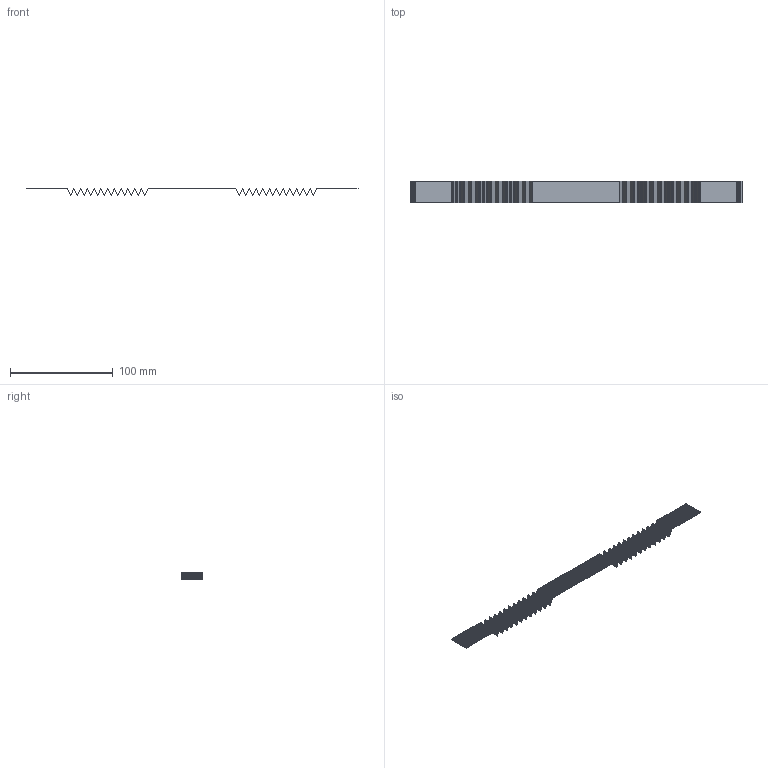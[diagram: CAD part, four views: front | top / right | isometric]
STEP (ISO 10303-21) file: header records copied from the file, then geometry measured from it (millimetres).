
FILE_DESCRIPTION(/* description */ ('Unknown'),/* implementation_level */ '2;1');
FILE_NAME(/* name */ '687740119002',/* time_stamp */ '2021-03-29T15:42:09+02:00',/* author */ ('Unknown'),/* organization */ ('Unknown'),/* preprocessor_version */ 'ST-DEVELOPER v16.7',/* originating_system */ 'DEX',/* authorisation */ $);
FILE_SCHEMA (('AUTOMOTIVE_DESIGN {1 0 10303 214 3 1 1}'));
Products named in the file (2): 6877xx119002; 687740119002
Assembly tree (1 placements, depth 2):
  6877xx119002
    687740119002
Bounding box: 322.6 x 20.5 x 7.62 mm (x, y, z)
Volume: 1300.5 mm3; surface area: 36783 mm2
Topology: 1 solids, 1 shells, 4602 faces, 13872 edges, 9192 vertices
Faces by surface type: plane 4602
Entity records: 184841 total; most frequent: ORIENTED_EDGE 27744, CARTESIAN_POINT 27668, DIRECTION 23080, EDGE_CURVE 13872, LINE 13872, VECTOR 13872, VERTEX_POINT 9192, AXIS2_PLACEMENT_3D 4604
